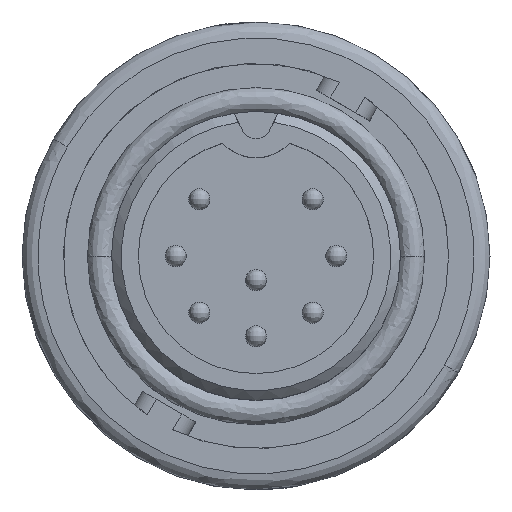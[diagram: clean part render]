
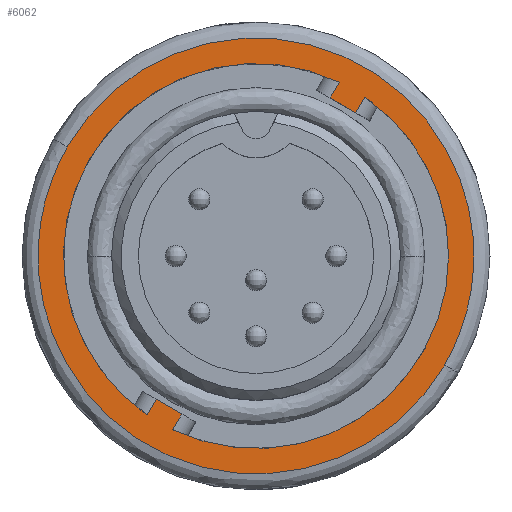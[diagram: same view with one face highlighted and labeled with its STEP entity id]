
A CAD part, top view. The second image highlights one B-rep face of the part: STEP entity #6062.
In plain terms, the highlighted planar face has unit normal (0, 0, 1).
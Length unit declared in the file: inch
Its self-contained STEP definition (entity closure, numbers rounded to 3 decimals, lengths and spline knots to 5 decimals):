
#117 = VERTEX_POINT ( 'NONE', #8396 ) ;
#288 = CARTESIAN_POINT ( 'NONE',  ( -0.15566, -0.32461, -0.085 ) ) ;
#404 = EDGE_CURVE ( 'NONE', #13762, #10100, #8071, .T. ) ;
#536 = VECTOR ( 'NONE', #7396, 39.37008 ) ;
#813 = DIRECTION ( 'NONE',  ( 0.5, 0.866, 0. ) ) ;
#1014 = CARTESIAN_POINT ( 'NONE',  ( 0.35291, -0.20375, -0.085 ) ) ;
#1226 = DIRECTION ( 'NONE',  ( 0., 0., -1. ) ) ;
#1639 = DIRECTION ( 'NONE',  ( 0., 0., -1. ) ) ;
#1746 = ORIENTED_EDGE ( 'NONE', *, *, #404, .T. ) ;
#1973 = VERTEX_POINT ( 'NONE', #14340 ) ;
#1992 = AXIS2_PLACEMENT_3D ( 'NONE', #9343, #1226, #10691 ) ;
#2069 = CIRCLE ( 'NONE', #1992, 0.36 ) ;
#2349 = DIRECTION ( 'NONE',  ( 0.5, 0.866, 0. ) ) ;
#2485 = EDGE_CURVE ( 'NONE', #4582, #9892, #8179, .T. ) ;
#2996 = VERTEX_POINT ( 'NONE', #13932 ) ;
#3434 =( BOUNDED_CURVE ( )  B_SPLINE_CURVE ( 3, ( #3726, #14544, #7807, #17238 ),
 .UNSPECIFIED., .F., .F. ) 
 B_SPLINE_CURVE_WITH_KNOTS ( ( 4, 4 ),
 ( 0., 1. ),
 .UNSPECIFIED. ) 
 CURVE ( )  GEOMETRIC_REPRESENTATION_ITEM ( )  RATIONAL_B_SPLINE_CURVE ( ( 1., 0.333, 0.333, 1. ) ) 
 REPRESENTATION_ITEM ( '' )  );
#3469 = FACE_BOUND ( 'NONE', #8028, .T. ) ;
#3541 = EDGE_CURVE ( 'NONE', #5640, #2996, #10905, .T. ) ;
#3726 = CARTESIAN_POINT ( 'NONE',  ( -0.35291, 0.20375, -0.085 ) ) ;
#3743 = CARTESIAN_POINT ( 'NONE',  ( -0.76041, -0.50206, -0.085 ) ) ;
#4519 = CARTESIAN_POINT ( 'NONE',  ( 0., 0., -0.085 ) ) ;
#4582 = VERTEX_POINT ( 'NONE', #12277 ) ;
#4604 = CARTESIAN_POINT ( 'NONE',  ( -0.18632, -0.26771, -0.085 ) ) ;
#5640 = VERTEX_POINT ( 'NONE', #15290 ) ;
#5888 = DIRECTION ( 'NONE',  ( 1., 0., 0. ) ) ;
#5934 = PLANE ( 'NONE',  #11554 ) ;
#5985 = ORIENTED_EDGE ( 'NONE', *, *, #10621, .T. ) ;
#6062 = ADVANCED_FACE ( 'NONE', ( #17412, #3469 ), #5934, .T. ) ;
#6149 = EDGE_CURVE ( 'NONE', #9900, #117, #11986, .T. ) ;
#6201 = VECTOR ( 'NONE', #16144, 39.37008 ) ;
#6696 = CARTESIAN_POINT ( 'NONE',  ( 0.18632, 0.26771, -0.085 ) ) ;
#7307 = DIRECTION ( 'NONE',  ( 0., -1., 0. ) ) ;
#7396 = DIRECTION ( 'NONE',  ( -0.5, -0.866, 0. ) ) ;
#7408 = EDGE_CURVE ( 'NONE', #1973, #2996, #12535, .T. ) ;
#7743 = CARTESIAN_POINT ( 'NONE',  ( -0.20329, -0.29711, -0.085 ) ) ;
#7807 = CARTESIAN_POINT ( 'NONE',  ( 0.76041, 0.50206, -0.085 ) ) ;
#8028 = EDGE_LOOP ( 'NONE', ( #13508, #5985, #14277, #11333, #16552, #1746, #13337, #9245, #10090 ) ) ;
#8071 = LINE ( 'NONE', #4604, #14839 ) ;
#8179 = CIRCLE ( 'NONE', #16028, 0.36 ) ;
#8266 = CARTESIAN_POINT ( 'NONE',  ( -0.13868, -0.29521, -0.085 ) ) ;
#8396 = CARTESIAN_POINT ( 'NONE',  ( -0.35291, 0.20375, -0.085 ) ) ;
#8622 = CIRCLE ( 'NONE', #10395, 0.36 ) ;
#8698 = LINE ( 'NONE', #10460, #15633 ) ;
#8841 = LINE ( 'NONE', #16987, #9278 ) ;
#9025 = LINE ( 'NONE', #14519, #12185 ) ;
#9123 = CARTESIAN_POINT ( 'NONE',  ( -0.05459, -0.90956, -0.085 ) ) ;
#9144 = DIRECTION ( 'NONE',  ( 0.866, -0.5, 0. ) ) ;
#9245 = ORIENTED_EDGE ( 'NONE', *, *, #3541, .T. ) ;
#9278 = VECTOR ( 'NONE', #813, 39.37008 ) ;
#9343 = CARTESIAN_POINT ( 'NONE',  ( 0., 0., -0.085 ) ) ;
#9374 = CARTESIAN_POINT ( 'NONE',  ( 0.20329, 0.29711, -0.085 ) ) ;
#9762 = CARTESIAN_POINT ( 'NONE',  ( 0., 0., -0.085 ) ) ;
#9892 = VERTEX_POINT ( 'NONE', #288 ) ;
#9900 = VERTEX_POINT ( 'NONE', #15247 ) ;
#9983 = EDGE_CURVE ( 'NONE', #1973, #12404, #8841, .T. ) ;
#10090 = ORIENTED_EDGE ( 'NONE', *, *, #7408, .F. ) ;
#10100 = VERTEX_POINT ( 'NONE', #7743 ) ;
#10128 = EDGE_CURVE ( 'NONE', #10100, #5640, #2069, .T. ) ;
#10395 = AXIS2_PLACEMENT_3D ( 'NONE', #4519, #14001, #5888 ) ;
#10460 = CARTESIAN_POINT ( 'NONE',  ( -0.15566, -0.32461, -0.085 ) ) ;
#10621 = EDGE_CURVE ( 'NONE', #12404, #4582, #8622, .T. ) ;
#10691 = DIRECTION ( 'NONE',  ( 1., 0., 0. ) ) ;
#10905 = LINE ( 'NONE', #14140, #536 ) ;
#11100 = DIRECTION ( 'NONE',  ( 1., 0., 0. ) ) ;
#11253 = CARTESIAN_POINT ( 'NONE',  ( 0., 0., -0.085 ) ) ;
#11333 = ORIENTED_EDGE ( 'NONE', *, *, #13105, .T. ) ;
#11452 = VERTEX_POINT ( 'NONE', #8266 ) ;
#11554 = AXIS2_PLACEMENT_3D ( 'NONE', #11253, #15381, #7307 ) ;
#11651 = EDGE_CURVE ( 'NONE', #13762, #11452, #9025, .T. ) ;
#11986 =( BOUNDED_CURVE ( )  B_SPLINE_CURVE ( 3, ( #1014, #9123, #3743, #13202 ),
 .UNSPECIFIED., .F., .F. ) 
 B_SPLINE_CURVE_WITH_KNOTS ( ( 4, 4 ),
 ( 0., 1. ),
 .UNSPECIFIED. ) 
 CURVE ( )  GEOMETRIC_REPRESENTATION_ITEM ( )  RATIONAL_B_SPLINE_CURVE ( ( 1., 0.333, 0.333, 1. ) ) 
 REPRESENTATION_ITEM ( '' )  );
#12185 = VECTOR ( 'NONE', #9144, 39.37008 ) ;
#12277 = CARTESIAN_POINT ( 'NONE',  ( 0.36, 0., -0.085 ) ) ;
#12404 = VERTEX_POINT ( 'NONE', #9374 ) ;
#12535 = LINE ( 'NONE', #6696, #6201 ) ;
#12847 = CARTESIAN_POINT ( 'NONE',  ( -0.18632, -0.26771, -0.085 ) ) ;
#13038 = ORIENTED_EDGE ( 'NONE', *, *, #17026, .F. ) ;
#13096 = ORIENTED_EDGE ( 'NONE', *, *, #6149, .F. ) ;
#13105 = EDGE_CURVE ( 'NONE', #9892, #11452, #8698, .T. ) ;
#13202 = CARTESIAN_POINT ( 'NONE',  ( -0.35291, 0.20375, -0.085 ) ) ;
#13337 = ORIENTED_EDGE ( 'NONE', *, *, #10128, .T. ) ;
#13508 = ORIENTED_EDGE ( 'NONE', *, *, #9983, .T. ) ;
#13762 = VERTEX_POINT ( 'NONE', #12847 ) ;
#13932 = CARTESIAN_POINT ( 'NONE',  ( 0.13868, 0.29521, -0.085 ) ) ;
#14001 = DIRECTION ( 'NONE',  ( 0., 0., -1. ) ) ;
#14140 = CARTESIAN_POINT ( 'NONE',  ( 0.15566, 0.32461, -0.085 ) ) ;
#14277 = ORIENTED_EDGE ( 'NONE', *, *, #2485, .T. ) ;
#14340 = CARTESIAN_POINT ( 'NONE',  ( 0.18632, 0.26771, -0.085 ) ) ;
#14519 = CARTESIAN_POINT ( 'NONE',  ( -0.18632, -0.26771, -0.085 ) ) ;
#14544 = CARTESIAN_POINT ( 'NONE',  ( 0.05459, 0.90956, -0.085 ) ) ;
#14839 = VECTOR ( 'NONE', #16656, 39.37008 ) ;
#15247 = CARTESIAN_POINT ( 'NONE',  ( 0.35291, -0.20375, -0.085 ) ) ;
#15290 = CARTESIAN_POINT ( 'NONE',  ( 0.15566, 0.32461, -0.085 ) ) ;
#15381 = DIRECTION ( 'NONE',  ( 0., 0., 1. ) ) ;
#15520 = EDGE_LOOP ( 'NONE', ( #13038, #13096 ) ) ;
#15633 = VECTOR ( 'NONE', #2349, 39.37008 ) ;
#16028 = AXIS2_PLACEMENT_3D ( 'NONE', #9762, #1639, #11100 ) ;
#16144 = DIRECTION ( 'NONE',  ( -0.866, 0.5, 0. ) ) ;
#16552 = ORIENTED_EDGE ( 'NONE', *, *, #11651, .F. ) ;
#16656 = DIRECTION ( 'NONE',  ( -0.5, -0.866, 0. ) ) ;
#16987 = CARTESIAN_POINT ( 'NONE',  ( 0.18632, 0.26771, -0.085 ) ) ;
#17026 = EDGE_CURVE ( 'NONE', #117, #9900, #3434, .T. ) ;
#17238 = CARTESIAN_POINT ( 'NONE',  ( 0.35291, -0.20375, -0.085 ) ) ;
#17412 = FACE_OUTER_BOUND ( 'NONE', #15520, .T. ) ;
